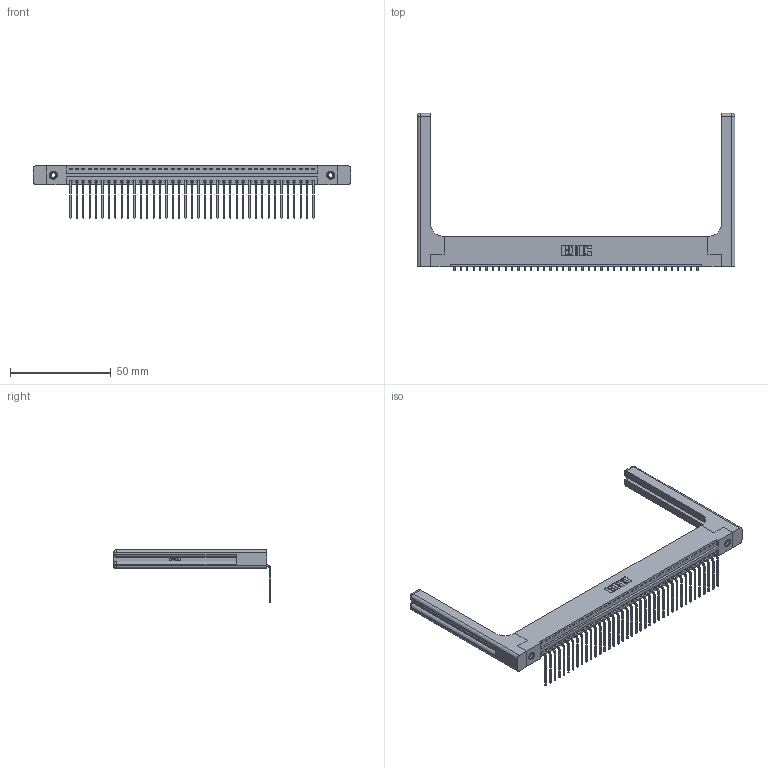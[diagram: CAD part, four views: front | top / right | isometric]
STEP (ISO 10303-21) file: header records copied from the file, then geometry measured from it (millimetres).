
FILE_DESCRIPTION (( 'STEP AP203' ), '1' );
FILE_NAME ('396-039-559-158.STEP', '2019-10-31T22:39:27', ( '' ), ( '' ), 'SwSTEP 2.0', 'SolidWorks 2016', '' );
FILE_SCHEMA (( 'CONFIG_CONTROL_DESIGN' ));
Length unit declared in the file: inch
Products named in the file (5): 346 Part_Flush Mounting Lugs - 0.156 Dia-TH; 345-292-001_558 559 Tail - 1; 345-250-001_345-250-001-102; 346-220-058_345-220-058; 396-039-559-158
Assembly tree (44 placements, depth 2):
  396-039-559-158
    346 Part_Flush Mounting Lugs - 0.156 Dia-TH
    345-292-001_558 559 Tail - 1  x39
    345-250-001_345-250-001-102  x2
    346-220-058_345-220-058  x2
Bounding box: 157.89 x 78.04 x 26.16 mm (x, y, z)
Volume: 22740.9 mm3; surface area: 24938.5 mm2
Topology: 44 solids, 44 shells, 2718 faces, 8093 edges, 5322 vertices
Faces by surface type: plane 1862, cylinder 796, bspline 36, cone 12, sphere 8, torus 4
Entity records: 29874 total; most frequent: CARTESIAN_POINT 6102, ORIENTED_EDGE 4872, DIRECTION 4318, EDGE_CURVE 2436, LINE 2056, VECTOR 2056, VERTEX_POINT 1614, AXIS2_PLACEMENT_3D 1131
